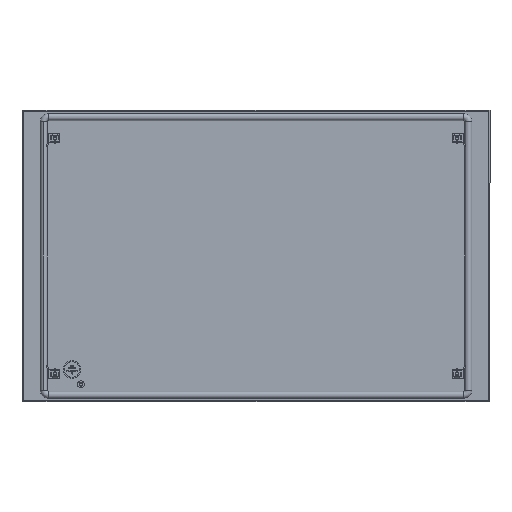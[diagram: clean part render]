
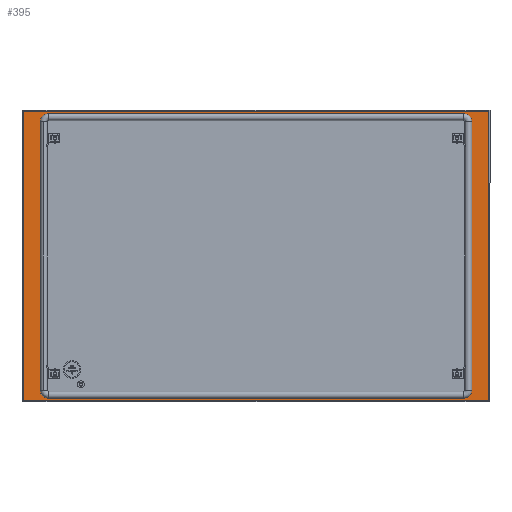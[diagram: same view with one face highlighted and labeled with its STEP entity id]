
A CAD part, left-side view. The second image highlights one B-rep face of the part: STEP entity #395.
In plain terms, the highlighted planar face has unit normal (-1, 0, 0).
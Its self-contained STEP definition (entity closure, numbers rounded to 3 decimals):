
#1 = ORIENTED_EDGE ( 'NONE', *, *, #4776, .T. ) ;
#62 = CARTESIAN_POINT ( 'NONE',  ( -2., 0., 246. ) ) ;
#66 = DIRECTION ( 'NONE',  ( -1., 0., 0. ) ) ;
#187 = AXIS2_PLACEMENT_3D ( 'NONE', #14872, #18087, #4217 ) ;
#267 = VECTOR ( 'NONE', #14799, 1000. ) ;
#395 = ADVANCED_FACE ( 'NONE', ( #8811, #19885 ), #18136, .F. ) ;
#527 = DIRECTION ( 'NONE',  ( 0., 0., -1. ) ) ;
#536 = AXIS2_PLACEMENT_3D ( 'NONE', #7335, #20081, #15324 ) ;
#596 = CARTESIAN_POINT ( 'NONE',  ( -2., -366.5, 0. ) ) ;
#1063 = LINE ( 'NONE', #18163, #10710 ) ;
#1115 = AXIS2_PLACEMENT_3D ( 'NONE', #2294, #14925, #527 ) ;
#1139 = DIRECTION ( 'NONE',  ( 1., 0., 0. ) ) ;
#1577 = VECTOR ( 'NONE', #5865, 1000. ) ;
#1624 = LINE ( 'NONE', #62, #7546 ) ;
#1924 = EDGE_CURVE ( 'NONE', #10635, #5134, #18069, .T. ) ;
#2060 = ORIENTED_EDGE ( 'NONE', *, *, #1924, .T. ) ;
#2294 = CARTESIAN_POINT ( 'NONE',  ( -2., 352.5, -228. ) ) ;
#2321 = EDGE_LOOP ( 'NONE', ( #19958, #10199, #1, #19485 ) ) ;
#2444 = VECTOR ( 'NONE', #8779, 1000. ) ;
#2925 = VERTEX_POINT ( 'NONE', #2944 ) ;
#2944 = CARTESIAN_POINT ( 'NONE',  ( -2., 395.5, -246. ) ) ;
#3089 = EDGE_CURVE ( 'NONE', #4687, #17864, #6735, .T. ) ;
#3221 = VECTOR ( 'NONE', #15167, 1000. ) ;
#3706 = DIRECTION ( 'NONE',  ( 0., 0., -1. ) ) ;
#3730 = EDGE_LOOP ( 'NONE', ( #13517, #17117, #2060, #6953, #18745, #7504, #13346, #10813 ) ) ;
#3797 = LINE ( 'NONE', #14770, #9183 ) ;
#3947 = CARTESIAN_POINT ( 'NONE',  ( -2., 0., 0. ) ) ;
#4114 = EDGE_CURVE ( 'NONE', #18327, #8463, #1624, .T. ) ;
#4184 = CARTESIAN_POINT ( 'NONE',  ( -2., 395.5, 0. ) ) ;
#4217 = DIRECTION ( 'NONE',  ( 0., -1., 0. ) ) ;
#4277 = CARTESIAN_POINT ( 'NONE',  ( -2., -366.5, -228. ) ) ;
#4443 = VECTOR ( 'NONE', #3706, 1000. ) ;
#4538 = VERTEX_POINT ( 'NONE', #13071 ) ;
#4687 = VERTEX_POINT ( 'NONE', #13499 ) ;
#4743 = DIRECTION ( 'NONE',  ( 0., 1., 0. ) ) ;
#4776 = EDGE_CURVE ( 'NONE', #8463, #2925, #8843, .T. ) ;
#5062 = LINE ( 'NONE', #596, #4443 ) ;
#5134 = VERTEX_POINT ( 'NONE', #5610 ) ;
#5610 = CARTESIAN_POINT ( 'NONE',  ( -2., -352.5, -242. ) ) ;
#5705 = DIRECTION ( 'NONE',  ( 0., 1., 0. ) ) ;
#5865 = DIRECTION ( 'NONE',  ( 0., 0., 1. ) ) ;
#5970 = EDGE_CURVE ( 'NONE', #4538, #10213, #1063, .T. ) ;
#6585 = EDGE_CURVE ( 'NONE', #17864, #13520, #16257, .T. ) ;
#6735 = CIRCLE ( 'NONE', #1115, 14. ) ;
#6953 = ORIENTED_EDGE ( 'NONE', *, *, #7039, .T. ) ;
#7039 = EDGE_CURVE ( 'NONE', #5134, #4687, #3797, .T. ) ;
#7335 = CARTESIAN_POINT ( 'NONE',  ( -2., -352.5, -228. ) ) ;
#7504 = ORIENTED_EDGE ( 'NONE', *, *, #6585, .T. ) ;
#7546 = VECTOR ( 'NONE', #4743, 1000. ) ;
#8238 = EDGE_CURVE ( 'NONE', #10213, #13520, #20015, .T. ) ;
#8463 = VERTEX_POINT ( 'NONE', #16954 ) ;
#8551 = CARTESIAN_POINT ( 'NONE',  ( -2., -395.5, -246. ) ) ;
#8779 = DIRECTION ( 'NONE',  ( 0., -1., 0. ) ) ;
#8811 = FACE_OUTER_BOUND ( 'NONE', #2321, .T. ) ;
#8843 = LINE ( 'NONE', #4184, #3221 ) ;
#9183 = VECTOR ( 'NONE', #11872, 1000. ) ;
#9612 = CARTESIAN_POINT ( 'NONE',  ( -2., 366.5, -228. ) ) ;
#10199 = ORIENTED_EDGE ( 'NONE', *, *, #4114, .T. ) ;
#10213 = VERTEX_POINT ( 'NONE', #15276 ) ;
#10635 = VERTEX_POINT ( 'NONE', #4277 ) ;
#10710 = VECTOR ( 'NONE', #13709, 1000. ) ;
#10813 = ORIENTED_EDGE ( 'NONE', *, *, #5970, .F. ) ;
#11401 = AXIS2_PLACEMENT_3D ( 'NONE', #20281, #66, #14069 ) ;
#11872 = DIRECTION ( 'NONE',  ( 0., 1., 0. ) ) ;
#13071 = CARTESIAN_POINT ( 'NONE',  ( -2., -352.5, 242. ) ) ;
#13346 = ORIENTED_EDGE ( 'NONE', *, *, #8238, .F. ) ;
#13435 = CARTESIAN_POINT ( 'NONE',  ( -2., 366.5, 228. ) ) ;
#13487 = VERTEX_POINT ( 'NONE', #18000 ) ;
#13499 = CARTESIAN_POINT ( 'NONE',  ( -2., 352.5, -242. ) ) ;
#13517 = ORIENTED_EDGE ( 'NONE', *, *, #15181, .F. ) ;
#13520 = VERTEX_POINT ( 'NONE', #13435 ) ;
#13709 = DIRECTION ( 'NONE',  ( 0., 1., 0. ) ) ;
#14069 = DIRECTION ( 'NONE',  ( 0., 0., 1. ) ) ;
#14109 = CARTESIAN_POINT ( 'NONE',  ( -2., -395.5, 246. ) ) ;
#14770 = CARTESIAN_POINT ( 'NONE',  ( -2., -352.5, -242. ) ) ;
#14799 = DIRECTION ( 'NONE',  ( 0., 0., 1. ) ) ;
#14872 = CARTESIAN_POINT ( 'NONE',  ( -2., -352.5, 228. ) ) ;
#14925 = DIRECTION ( 'NONE',  ( 1., 0., 0. ) ) ;
#15100 = CARTESIAN_POINT ( 'NONE',  ( -2., 366.5, -228. ) ) ;
#15167 = DIRECTION ( 'NONE',  ( 0., 0., -1. ) ) ;
#15181 = EDGE_CURVE ( 'NONE', #13487, #4538, #20381, .T. ) ;
#15213 = LINE ( 'NONE', #16969, #2444 ) ;
#15276 = CARTESIAN_POINT ( 'NONE',  ( -2., 352.5, 242. ) ) ;
#15324 = DIRECTION ( 'NONE',  ( 0., -1., 0. ) ) ;
#16257 = LINE ( 'NONE', #9612, #267 ) ;
#16954 = CARTESIAN_POINT ( 'NONE',  ( -2., 395.5, 246. ) ) ;
#16969 = CARTESIAN_POINT ( 'NONE',  ( -2., 0., -246. ) ) ;
#17117 = ORIENTED_EDGE ( 'NONE', *, *, #18882, .T. ) ;
#17864 = VERTEX_POINT ( 'NONE', #15100 ) ;
#18000 = CARTESIAN_POINT ( 'NONE',  ( -2., -366.5, 228. ) ) ;
#18069 = CIRCLE ( 'NONE', #536, 14. ) ;
#18087 = DIRECTION ( 'NONE',  ( -1., 0., 0. ) ) ;
#18136 = PLANE ( 'NONE',  #19101 ) ;
#18163 = CARTESIAN_POINT ( 'NONE',  ( -2., -352.5, 242. ) ) ;
#18327 = VERTEX_POINT ( 'NONE', #14109 ) ;
#18447 = EDGE_CURVE ( 'NONE', #20100, #18327, #18502, .T. ) ;
#18502 = LINE ( 'NONE', #20045, #1577 ) ;
#18745 = ORIENTED_EDGE ( 'NONE', *, *, #3089, .T. ) ;
#18882 = EDGE_CURVE ( 'NONE', #13487, #10635, #5062, .T. ) ;
#19101 = AXIS2_PLACEMENT_3D ( 'NONE', #3947, #1139, #5705 ) ;
#19125 = EDGE_CURVE ( 'NONE', #2925, #20100, #15213, .T. ) ;
#19485 = ORIENTED_EDGE ( 'NONE', *, *, #19125, .T. ) ;
#19885 = FACE_BOUND ( 'NONE', #3730, .T. ) ;
#19958 = ORIENTED_EDGE ( 'NONE', *, *, #18447, .T. ) ;
#20015 = CIRCLE ( 'NONE', #11401, 14. ) ;
#20045 = CARTESIAN_POINT ( 'NONE',  ( -2., -395.5, 0. ) ) ;
#20081 = DIRECTION ( 'NONE',  ( 1., 0., 0. ) ) ;
#20100 = VERTEX_POINT ( 'NONE', #8551 ) ;
#20281 = CARTESIAN_POINT ( 'NONE',  ( -2., 352.5, 228. ) ) ;
#20381 = CIRCLE ( 'NONE', #187, 14. ) ;
